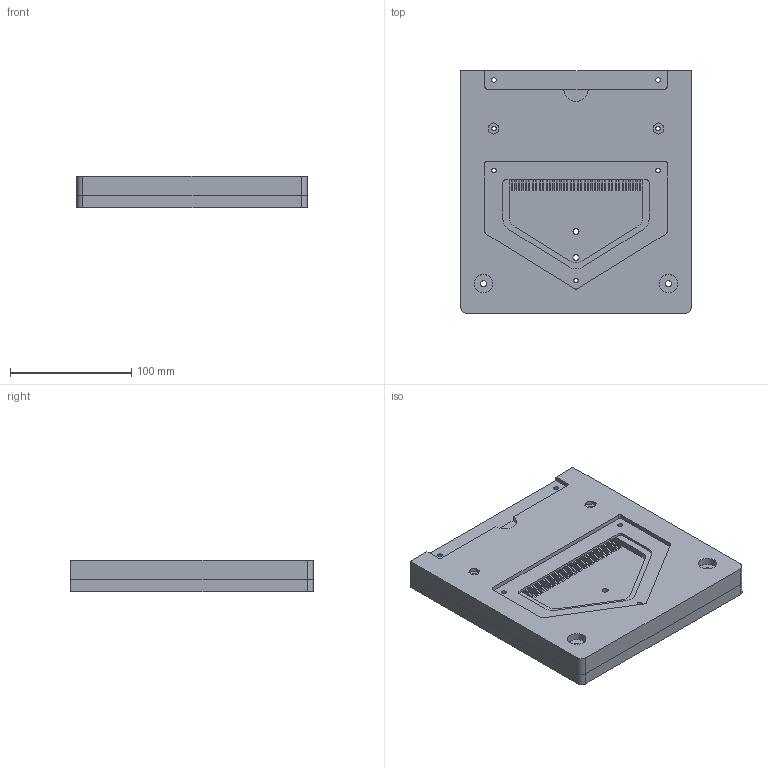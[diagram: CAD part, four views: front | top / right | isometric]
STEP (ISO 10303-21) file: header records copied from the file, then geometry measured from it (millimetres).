
FILE_DESCRIPTION(('FreeCAD Model'),'2;1');
FILE_NAME('Open CASCADE Shape Model','2024-06-06T18:27:29',(''),(''), 'Open CASCADE STEP processor 7.6','FreeCAD','Unknown');
FILE_SCHEMA(('AUTOMOTIVE_DESIGN { 1 0 10303 214 1 1 1 1 }'));
Length unit declared in the file: millimetre
Products named in the file (1): Slice.2
Bounding box: 190 x 200 x 25.99 mm (x, y, z)
Volume: 675489.3 mm3; surface area: 156751.4 mm2
Topology: 1 solids, 1 shells, 456 faces, 1184 edges, 708 vertices
Faces by surface type: plane 371, cylinder 43, cone 36, bspline 6
Full cylindrical faces by diameter (mm): 3.734 x7, 5 x2, 5.08 x2, 5.162 x4, 15.24 x2
Entity records: 18783 total; most frequent: CARTESIAN_POINT 7681, ORIENTED_EDGE 2368, DIRECTION 2099, EDGE_CURVE 1184, LINE 1007, VECTOR 1007, VERTEX_POINT 708, AXIS2_PLACEMENT_3D 546
